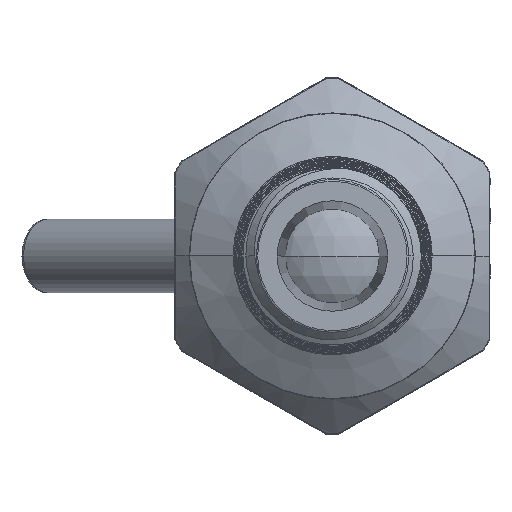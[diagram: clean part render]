
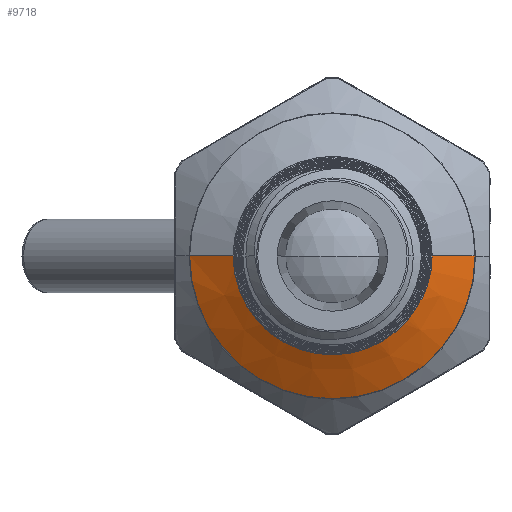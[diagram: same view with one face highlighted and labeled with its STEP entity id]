
A CAD part, front view. The second image highlights one B-rep face of the part: STEP entity #9718.
In plain terms, the highlighted conical face has half-angle 60 degrees and reference radius 7.665 mm.
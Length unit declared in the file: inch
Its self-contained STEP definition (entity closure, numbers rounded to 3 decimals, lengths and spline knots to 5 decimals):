
#436 = ORIENTED_EDGE ( 'NONE', *, *, #26095, .F. ) ;
#437 = ORIENTED_EDGE ( 'NONE', *, *, #25943, .T. ) ;
#438 = ORIENTED_EDGE ( 'NONE', *, *, #25996, .F. ) ;
#439 = ORIENTED_EDGE ( 'NONE', *, *, #25942, .F. ) ;
#440 = ORIENTED_EDGE ( 'NONE', *, *, #25941, .F. ) ;
#441 = ORIENTED_EDGE ( 'NONE', *, *, #26094, .T. ) ;
#442 = ORIENTED_EDGE ( 'NONE', *, *, #25940, .T. ) ;
#4931 = CARTESIAN_POINT ( 'NONE',  ( 0.16748, -0.39455, -0.08234 ) ) ;
#4932 = CARTESIAN_POINT ( 'NONE',  ( 0.16526, -0.39598, -0.08125 ) ) ;
#4939 = CARTESIAN_POINT ( 'NONE',  ( 0.1697, -0.39313, -0.08343 ) ) ;
#4940 = CARTESIAN_POINT ( 'NONE',  ( 0.17191, -0.3917, -0.08452 ) ) ;
#4941 = CARTESIAN_POINT ( 'NONE',  ( 0.17413, -0.39027, -0.08561 ) ) ;
#4942 = CARTESIAN_POINT ( 'NONE',  ( 0.17635, -0.38885, -0.0867 ) ) ;
#4943 = CARTESIAN_POINT ( 'NONE',  ( 0.17857, -0.38742, -0.08779 ) ) ;
#4944 = CARTESIAN_POINT ( 'NONE',  ( 0.18201, -0.38521, -0.08947 ) ) ;
#4945 = CARTESIAN_POINT ( 'NONE',  ( 0.18545, -0.383, -0.09116 ) ) ;
#4946 = CARTESIAN_POINT ( 'NONE',  ( 0.18888, -0.38078, -0.09285 ) ) ;
#5823 = EDGE_LOOP ( 'NONE', ( #436, #437, #438, #439, #440, #441, #442 ) ) ;
#7607 = CARTESIAN_POINT ( 'NONE',  ( -0.30121, -0.32841, 0. ) ) ;
#7640 = CARTESIAN_POINT ( 'NONE',  ( 0.16526, -0.39598, -0.08125 ) ) ;
#7653 = CARTESIAN_POINT ( 'NONE',  ( 0.21047, -0.38078, 0. ) ) ;
#7720 = CARTESIAN_POINT ( 'NONE',  ( -0.19501, -0.38972, 0. ) ) ;
#7764 = CARTESIAN_POINT ( 'NONE',  ( 0.08269, -0.39583, -0.16484 ) ) ;
#7770 = CARTESIAN_POINT ( 'NONE',  ( 0.30119, -0.32841, 0. ) ) ;
#7810 = CARTESIAN_POINT ( 'NONE',  ( 0.18888, -0.38078, -0.09285 ) ) ;
#9718 = ADVANCED_FACE ( 'NONE', ( #10646 ), #14951, .T. ) ;
#10055 = AXIS2_PLACEMENT_3D ( 'NONE', #12922, #12918, #12919 ) ;
#10646 = FACE_OUTER_BOUND ( 'NONE', #5823, .T. ) ;
#11394 = CARTESIAN_POINT ( 'NONE',  ( 0.10057, -0.39586, -0.15581 ) ) ;
#11409 = CARTESIAN_POINT ( 'NONE',  ( -0.1948, -0.38984, -0.00805 ) ) ;
#11410 = CARTESIAN_POINT ( 'NONE',  ( -0.19501, -0.38972, 0. ) ) ;
#11411 = CARTESIAN_POINT ( 'NONE',  ( 0.08269, -0.39583, -0.16484 ) ) ;
#11412 = CARTESIAN_POINT ( 'NONE',  ( -0.00001, -0.32841, 0. ) ) ;
#11413 = DIRECTION ( 'NONE',  ( 0., -1., 0. ) ) ;
#11414 = DIRECTION ( 'NONE',  ( 1., 0., 0. ) ) ;
#11415 = CARTESIAN_POINT ( 'NONE',  ( -0.19407, -0.38997, -0.01618 ) ) ;
#11416 = CARTESIAN_POINT ( 'NONE',  ( -0.19165, -0.39022, -0.0321 ) ) ;
#11417 = CARTESIAN_POINT ( 'NONE',  ( -0.18995, -0.39034, -0.03993 ) ) ;
#11418 = CARTESIAN_POINT ( 'NONE',  ( -0.1856, -0.39059, -0.05533 ) ) ;
#11419 = CARTESIAN_POINT ( 'NONE',  ( -0.18294, -0.39071, -0.06291 ) ) ;
#11420 = CARTESIAN_POINT ( 'NONE',  ( -0.17665, -0.39096, -0.0778 ) ) ;
#11421 = CARTESIAN_POINT ( 'NONE',  ( -0.17302, -0.39109, -0.08508 ) ) ;
#11422 = CARTESIAN_POINT ( 'NONE',  ( -0.16093, -0.39146, -0.10591 ) ) ;
#11423 = CARTESIAN_POINT ( 'NONE',  ( -0.15121, -0.39171, -0.1187 ) ) ;
#11424 = CARTESIAN_POINT ( 'NONE',  ( -0.12846, -0.39222, -0.14184 ) ) ;
#11425 = CARTESIAN_POINT ( 'NONE',  ( -0.11586, -0.39248, -0.15173 ) ) ;
#11426 = CARTESIAN_POINT ( 'NONE',  ( -0.09519, -0.39286, -0.16414 ) ) ;
#11427 = CARTESIAN_POINT ( 'NONE',  ( -0.08794, -0.39298, -0.16789 ) ) ;
#11428 = CARTESIAN_POINT ( 'NONE',  ( -0.07316, -0.39324, -0.17435 ) ) ;
#11429 = CARTESIAN_POINT ( 'NONE',  ( -0.05808, -0.3935, -0.17982 ) ) ;
#11430 = CARTESIAN_POINT ( 'NONE',  ( -0.04242, -0.39375, -0.18335 ) ) ;
#11431 = CARTESIAN_POINT ( 'NONE',  ( -0.02647, -0.39401, -0.18587 ) ) ;
#11432 = CARTESIAN_POINT ( 'NONE',  ( -0.01835, -0.39414, -0.18662 ) ) ;
#11433 = CARTESIAN_POINT ( 'NONE',  ( 0.00573, -0.39453, -0.18728 ) ) ;
#11434 = CARTESIAN_POINT ( 'NONE',  ( 0.02173, -0.39478, -0.18567 ) ) ;
#11435 = CARTESIAN_POINT ( 'NONE',  ( 0.05332, -0.39531, -0.17823 ) ) ;
#11436 = CARTESIAN_POINT ( 'NONE',  ( 0.06838, -0.39556, -0.17253 ) ) ;
#11437 = CARTESIAN_POINT ( 'NONE',  ( 0.08269, -0.39583, -0.16484 ) ) ;
#11439 = CARTESIAN_POINT ( 'NONE',  ( 0.11696, -0.39588, -0.14384 ) ) ;
#11440 = CARTESIAN_POINT ( 'NONE',  ( 0.13781, -0.39592, -0.12272 ) ) ;
#11441 = CARTESIAN_POINT ( 'NONE',  ( 0.14418, -0.39593, -0.11514 ) ) ;
#11442 = CARTESIAN_POINT ( 'NONE',  ( 0.15573, -0.39595, -0.09887 ) ) ;
#11443 = CARTESIAN_POINT ( 'NONE',  ( 0.16086, -0.39597, -0.09024 ) ) ;
#11444 = CARTESIAN_POINT ( 'NONE',  ( 0.16526, -0.39598, -0.08125 ) ) ;
#11447 = CARTESIAN_POINT ( 'NONE',  ( -0.00001, -0.38078, 0. ) ) ;
#11448 = DIRECTION ( 'NONE',  ( 0., 1., 0. ) ) ;
#11449 = DIRECTION ( 'NONE',  ( -1., 0., 0. ) ) ;
#12918 = DIRECTION ( 'NONE',  ( 0., 1., 0. ) ) ;
#12919 = DIRECTION ( 'NONE',  ( -1., 0., 0. ) ) ;
#12922 = CARTESIAN_POINT ( 'NONE',  ( -0.00001, -0.32809, 0. ) ) ;
#14951 = CONICAL_SURFACE ( 'NONE', #10055, 0.30175, 1.047 ) ;
#17627 = B_SPLINE_CURVE_WITH_KNOTS ( 'NONE', 3,
 ( #11410, #11409, #11415, #11416, #11417, #11418, #11419, #11420, #11421, #11422, #11423, #11424, #11425, #11426, #11427, #11428, #11429, #11430, #11431, #11432, #11433, #11434, #11435, #11436, #11437 ),
 .UNSPECIFIED., .F., .F.,
 ( 4, 2, 2, 2, 2, 2, 2, 2, 1, 2, 2, 2, 4 ),
 ( 0.01865, 0.01926, 0.01987, 0.02048, 0.02109, 0.02232, 0.02354, 0.02415, 0.02476, 0.02537, 0.02599, 0.02721, 0.02843 ),
 .UNSPECIFIED. ) ;
#17628 = B_SPLINE_CURVE_WITH_KNOTS ( 'NONE', 3,
 ( #11411, #11394, #11439, #11440, #11441, #11442, #11443, #11444 ),
 .UNSPECIFIED., .F., .F.,
 ( 4, 2, 2, 4 ),
 ( 0., 0.00153, 0.00229, 0.00305 ),
 .UNSPECIFIED. ) ;
#17647 = B_SPLINE_CURVE_WITH_KNOTS ( 'NONE', 3,
 ( #4932, #4931, #4939, #4940, #4941, #4942, #4943, #4944, #4945, #4946 ),
 .UNSPECIFIED., .F., .F.,
 ( 4, 3, 3, 4 ),
 ( 0., 0.00022, 0.00044, 0.00077 ),
 .UNSPECIFIED. ) ;
#18762 = AXIS2_PLACEMENT_3D ( 'NONE', #11412, #11413, #11414 ) ;
#18763 = AXIS2_PLACEMENT_3D ( 'NONE', #11447, #11448, #11449 ) ;
#20701 = CARTESIAN_POINT ( 'NONE',  ( -0.30176, -0.32809, 0. ) ) ;
#20702 = DIRECTION ( 'NONE',  ( -0.866, 0.5, 0. ) ) ;
#20703 = CARTESIAN_POINT ( 'NONE',  ( 0.30175, -0.32809, 0. ) ) ;
#20705 = DIRECTION ( 'NONE',  ( 0.866, 0.5, 0. ) ) ;
#23203 = CIRCLE ( 'NONE', #18763, 0.21048 ) ;
#23228 = CIRCLE ( 'NONE', #18762, 0.3012 ) ;
#23312 = LINE ( 'NONE', #20701, #23360 ) ;
#23359 = LINE ( 'NONE', #20703, #23362 ) ;
#23360 = VECTOR ( 'NONE', #20702, 39.37008 ) ;
#23362 = VECTOR ( 'NONE', #20705, 39.37008 ) ;
#23672 = VERTEX_POINT ( 'NONE', #7607 ) ;
#23705 = VERTEX_POINT ( 'NONE', #7640 ) ;
#23718 = VERTEX_POINT ( 'NONE', #7653 ) ;
#23785 = VERTEX_POINT ( 'NONE', #7720 ) ;
#23829 = VERTEX_POINT ( 'NONE', #7764 ) ;
#23835 = VERTEX_POINT ( 'NONE', #7770 ) ;
#23875 = VERTEX_POINT ( 'NONE', #7810 ) ;
#25940 = EDGE_CURVE ( 'NONE', #23672, #23835, #23228, .T. ) ;
#25941 = EDGE_CURVE ( 'NONE', #23785, #23829, #17627, .T. ) ;
#25942 = EDGE_CURVE ( 'NONE', #23829, #23705, #17628, .T. ) ;
#25943 = EDGE_CURVE ( 'NONE', #23718, #23875, #23203, .T. ) ;
#25996 = EDGE_CURVE ( 'NONE', #23705, #23875, #17647, .T. ) ;
#26094 = EDGE_CURVE ( 'NONE', #23785, #23672, #23312, .T. ) ;
#26095 = EDGE_CURVE ( 'NONE', #23718, #23835, #23359, .T. ) ;
